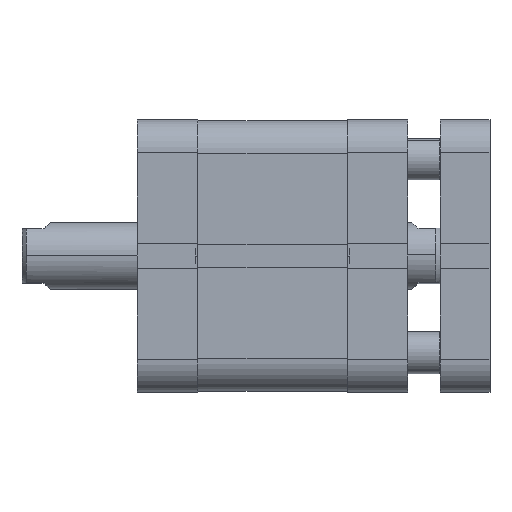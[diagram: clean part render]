
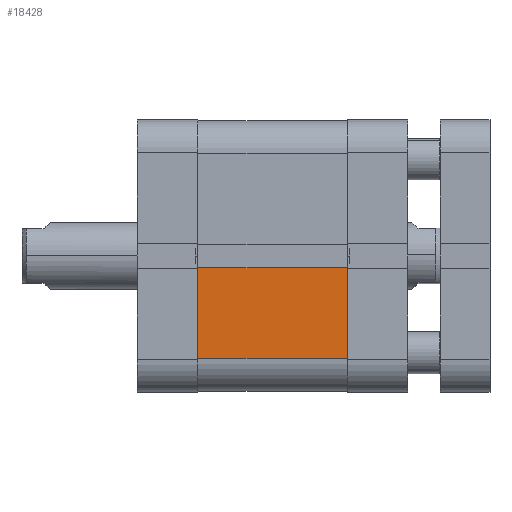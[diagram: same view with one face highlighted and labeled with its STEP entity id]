
A CAD part, front view. The second image highlights one B-rep face of the part: STEP entity #18428.
In plain terms, the highlighted planar face has unit normal (0, -1, 0).
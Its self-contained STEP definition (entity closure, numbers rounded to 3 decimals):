
#599 = ORIENTED_EDGE ( 'NONE', *, *, #10544, .T. ) ;
#801 = EDGE_LOOP ( 'NONE', ( #22392, #13157, #599, #25004 ) ) ;
#929 = FACE_OUTER_BOUND ( 'NONE', #801, .T. ) ;
#3495 = LINE ( 'NONE', #36445, #9733 ) ;
#5319 = VERTEX_POINT ( 'NONE', #13498 ) ;
#6277 = DIRECTION ( 'NONE',  ( 0., 0., 1. ) ) ;
#7808 = CARTESIAN_POINT ( 'NONE',  ( 36., -32.5, -24.5 ) ) ;
#9357 = VECTOR ( 'NONE', #35196, 1000. ) ;
#9733 = VECTOR ( 'NONE', #12422, 1000. ) ;
#10458 = LINE ( 'NONE', #31688, #25291 ) ;
#10544 = EDGE_CURVE ( 'NONE', #34331, #25967, #25658, .T. ) ;
#12422 = DIRECTION ( 'NONE',  ( -1., 0., 0. ) ) ;
#12623 = EDGE_CURVE ( 'NONE', #5319, #34331, #10458, .T. ) ;
#12633 = DIRECTION ( 'NONE',  ( 0., 1., 0. ) ) ;
#13157 = ORIENTED_EDGE ( 'NONE', *, *, #12623, .T. ) ;
#13498 = CARTESIAN_POINT ( 'NONE',  ( 0., -32.5, -2.8 ) ) ;
#16677 = VECTOR ( 'NONE', #32062, 1000. ) ;
#18428 = ADVANCED_FACE ( 'NONE', ( #929 ), #36857, .F. ) ;
#21522 = CARTESIAN_POINT ( 'NONE',  ( 0., -32.5, -24.5 ) ) ;
#22392 = ORIENTED_EDGE ( 'NONE', *, *, #36632, .T. ) ;
#22723 = DIRECTION ( 'NONE',  ( 0., 0., -1. ) ) ;
#24734 = CARTESIAN_POINT ( 'NONE',  ( 36., -32.5, -32.5 ) ) ;
#25004 = ORIENTED_EDGE ( 'NONE', *, *, #38585, .F. ) ;
#25291 = VECTOR ( 'NONE', #22723, 1000. ) ;
#25658 = LINE ( 'NONE', #7808, #9357 ) ;
#25967 = VERTEX_POINT ( 'NONE', #38376 ) ;
#26641 = CARTESIAN_POINT ( 'NONE',  ( 36., -32.5, -2.8 ) ) ;
#26942 = VERTEX_POINT ( 'NONE', #26641 ) ;
#31688 = CARTESIAN_POINT ( 'NONE',  ( 0., -32.5, -32.5 ) ) ;
#32062 = DIRECTION ( 'NONE',  ( 0., 0., -1. ) ) ;
#32643 = CARTESIAN_POINT ( 'NONE',  ( 36., -32.5, -32.5 ) ) ;
#32802 = AXIS2_PLACEMENT_3D ( 'NONE', #24734, #12633, #6277 ) ;
#34331 = VERTEX_POINT ( 'NONE', #21522 ) ;
#35196 = DIRECTION ( 'NONE',  ( 1., 0., 0. ) ) ;
#35612 = LINE ( 'NONE', #32643, #16677 ) ;
#36445 = CARTESIAN_POINT ( 'NONE',  ( 36.001, -32.5, -2.8 ) ) ;
#36632 = EDGE_CURVE ( 'NONE', #26942, #5319, #3495, .T. ) ;
#36857 = PLANE ( 'NONE',  #32802 ) ;
#38376 = CARTESIAN_POINT ( 'NONE',  ( 36., -32.5, -24.5 ) ) ;
#38585 = EDGE_CURVE ( 'NONE', #26942, #25967, #35612, .T. ) ;
